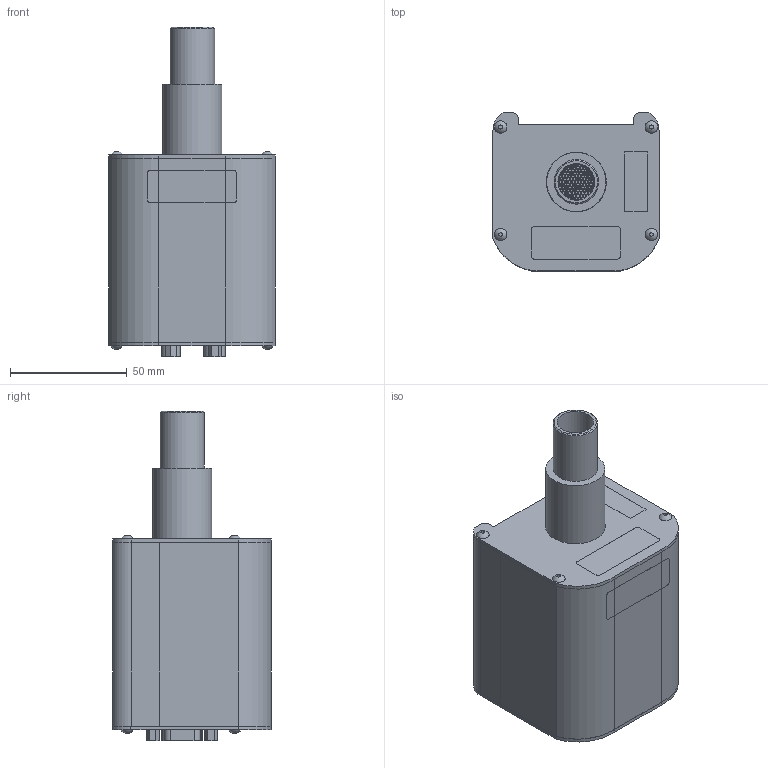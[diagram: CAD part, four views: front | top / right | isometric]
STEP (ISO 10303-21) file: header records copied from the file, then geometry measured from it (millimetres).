
FILE_DESCRIPTION (( 'STEP AP214' ), '1' );
FILE_NAME ('352-055 BAG302-S 9DSub,OLED,3_4 inch Tube.STEP', '2017-06-01T14:59:31', ( '' ), ( '' ), 'SwSTEP 2.0', 'SolidWorks 2013', '' );
FILE_SCHEMA (( 'AUTOMOTIVE_DESIGN' ));
Length unit declared in the file: inch
Products named in the file (1): 352-055 BAG302-S 9DSub,OLED,3_4 inch Tube
Bounding box: 71.12 x 67.89 x 141.27 mm (x, y, z)
Volume: 107102.9 mm3; surface area: 130187.2 mm2
Topology: 62 solids, 62 shells, 2915 faces, 7743 edges, 5079 vertices
Faces by surface type: plane 2035, cylinder 588, bspline 166, cone 74, torus 47, sphere 5
Full cylindrical faces by diameter (mm): 0.178 x6, 0.254 x1, 0.762 x7, 1.02 x9, 1.18 x9, 1.194 x163, 1.575 x11, 1.829 x4, 1.93 x6, 2.032 x1, 2.134 x1, 2.184 x1, 2.261 x6, 2.3 x2, 2.438 x2, 2.794 x4, 2.845 x8, 3.048 x12, 3.1 x2, 3.175 x10, 3.962 x1, 4.24 x2, 4.807 x2, 4.953 x5, 5.08 x1, 5.1 x2, 15.748 x1, 19.05 x1, 21.59 x1, 23.622 x1
Entity records: 135122 total; most frequent: CARTESIAN_POINT 24642, ORIENTED_EDGE 14628, DIRECTION 13935, EDGE_CURVE 7314, VECTOR 5241, LINE 5241, VERTEX_POINT 5012, AXIS2_PLACEMENT_3D 4347
